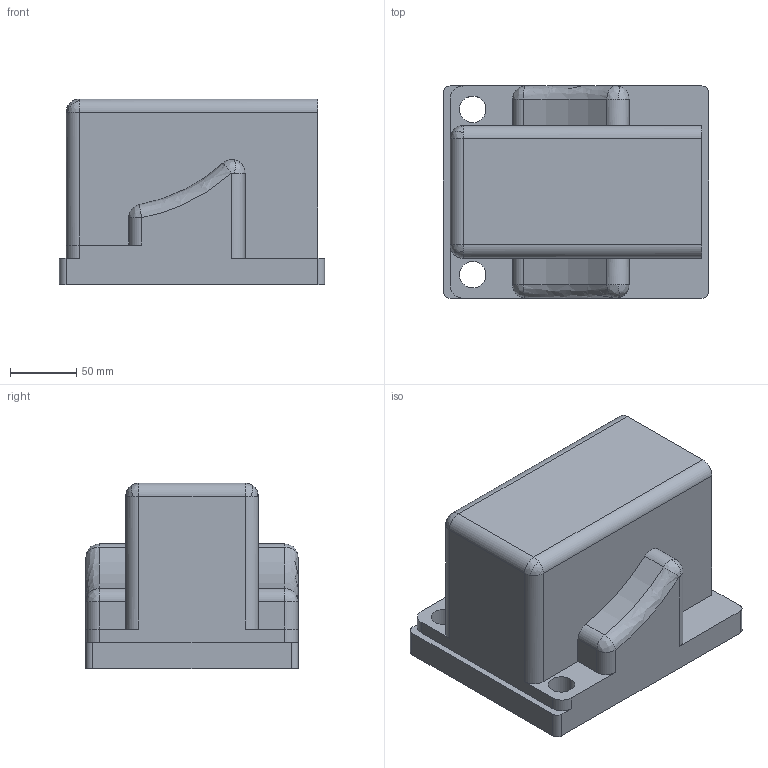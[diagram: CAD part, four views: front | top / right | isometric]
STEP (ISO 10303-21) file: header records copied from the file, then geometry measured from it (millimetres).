
FILE_DESCRIPTION (( 'STEP AP203' ), '1' );
FILE_NAME ('polemount_1.STEP', '2018-12-02T22:47:32', ( '' ), ( '' ), 'SwSTEP 2.0', 'SolidWorks 2018', '' );
FILE_SCHEMA (( 'CONFIG_CONTROL_DESIGN' ));
Length unit declared in the file: inch
Products named in the file (1): polemount_1
Bounding box: 200 x 160 x 140 mm (x, y, z)
Volume: 2300763.5 mm3; surface area: 197086.5 mm2
Topology: 1 solids, 1 shells, 70 faces, 193 edges, 116 vertices
Faces by surface type: cylinder 34, plane 24, bspline 12
Entity records: 2572 total; most frequent: CARTESIAN_POINT 744, DIRECTION 377, ORIENTED_EDGE 366, EDGE_CURVE 183, AXIS2_PLACEMENT_3D 141, VERTEX_POINT 116, VECTOR 95, LINE 95
